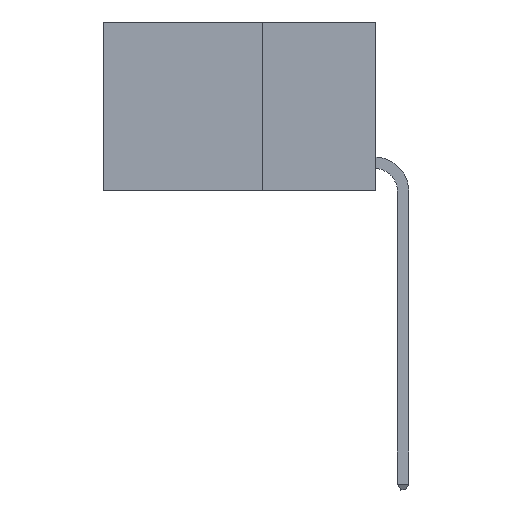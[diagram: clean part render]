
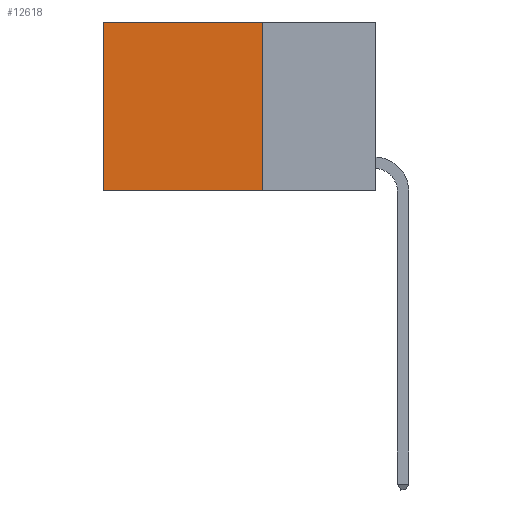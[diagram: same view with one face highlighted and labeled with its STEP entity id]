
A CAD part, left-side view. The second image highlights one B-rep face of the part: STEP entity #12618.
In plain terms, the highlighted planar face has unit normal (-1, 0, 0).
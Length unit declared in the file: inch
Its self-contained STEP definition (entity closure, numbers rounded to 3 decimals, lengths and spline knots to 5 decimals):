
#322 = CARTESIAN_POINT ( 'NONE',  ( 0.2625, 0.6, -0.37 ) ) ;
#439 = ORIENTED_EDGE ( 'NONE', *, *, #3305, .F. ) ;
#722 = LINE ( 'NONE', #7214, #11961 ) ;
#2101 = VECTOR ( 'NONE', #6231, 39.37008 ) ;
#2441 = PLANE ( 'NONE',  #9752 ) ;
#2493 = EDGE_LOOP ( 'NONE', ( #3678, #439, #2838, #9402 ) ) ;
#2838 = ORIENTED_EDGE ( 'NONE', *, *, #7377, .F. ) ;
#2882 = VERTEX_POINT ( 'NONE', #3641 ) ;
#3235 = VERTEX_POINT ( 'NONE', #14021 ) ;
#3305 = EDGE_CURVE ( 'NONE', #7393, #12889, #8812, .T. ) ;
#3531 = DIRECTION ( 'NONE',  ( 1., 0., 0. ) ) ;
#3641 = CARTESIAN_POINT ( 'NONE',  ( 0.2625, 0.25, 0. ) ) ;
#3678 = ORIENTED_EDGE ( 'NONE', *, *, #9744, .T. ) ;
#3993 = CARTESIAN_POINT ( 'NONE',  ( 0.2625, 0.25, 0. ) ) ;
#5107 = DIRECTION ( 'NONE',  ( 0., 0., -1. ) ) ;
#5141 = CARTESIAN_POINT ( 'NONE',  ( 0.2625, 0.6, 0. ) ) ;
#6231 = DIRECTION ( 'NONE',  ( 0., 0., -1. ) ) ;
#7214 = CARTESIAN_POINT ( 'NONE',  ( 0.2625, 0.25, 0. ) ) ;
#7377 = EDGE_CURVE ( 'NONE', #2882, #7393, #8207, .T. ) ;
#7393 = VERTEX_POINT ( 'NONE', #12587 ) ;
#7961 = LINE ( 'NONE', #5141, #2101 ) ;
#8207 = LINE ( 'NONE', #3993, #13457 ) ;
#8288 = DIRECTION ( 'NONE',  ( 0., 1., 0. ) ) ;
#8586 = EDGE_CURVE ( 'NONE', #2882, #3235, #722, .T. ) ;
#8812 = LINE ( 'NONE', #12549, #8931 ) ;
#8931 = VECTOR ( 'NONE', #12728, 39.37008 ) ;
#9307 = FACE_OUTER_BOUND ( 'NONE', #2493, .T. ) ;
#9402 = ORIENTED_EDGE ( 'NONE', *, *, #8586, .T. ) ;
#9744 = EDGE_CURVE ( 'NONE', #3235, #12889, #7961, .T. ) ;
#9752 = AXIS2_PLACEMENT_3D ( 'NONE', #13156, #3531, #11160 ) ;
#11160 = DIRECTION ( 'NONE',  ( 0., 0., -1. ) ) ;
#11961 = VECTOR ( 'NONE', #8288, 39.37008 ) ;
#12549 = CARTESIAN_POINT ( 'NONE',  ( 0.2625, 0.25, -0.37 ) ) ;
#12587 = CARTESIAN_POINT ( 'NONE',  ( 0.2625, 0.25, -0.37 ) ) ;
#12618 = ADVANCED_FACE ( 'NONE', ( #9307 ), #2441, .F. ) ;
#12728 = DIRECTION ( 'NONE',  ( 0., 1., 0. ) ) ;
#12889 = VERTEX_POINT ( 'NONE', #322 ) ;
#13156 = CARTESIAN_POINT ( 'NONE',  ( 0.2625, 0.25, 0. ) ) ;
#13457 = VECTOR ( 'NONE', #5107, 39.37008 ) ;
#14021 = CARTESIAN_POINT ( 'NONE',  ( 0.2625, 0.6, 0. ) ) ;
